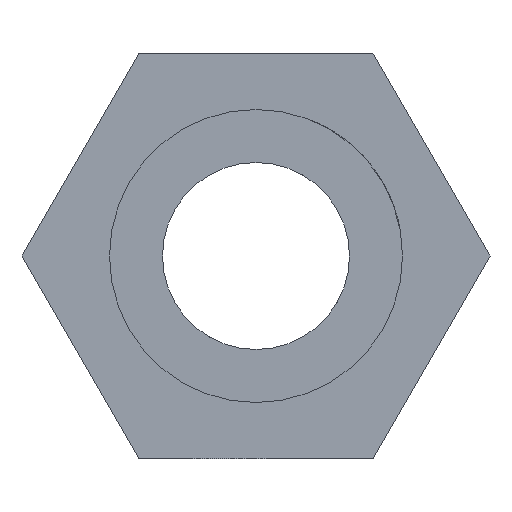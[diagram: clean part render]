
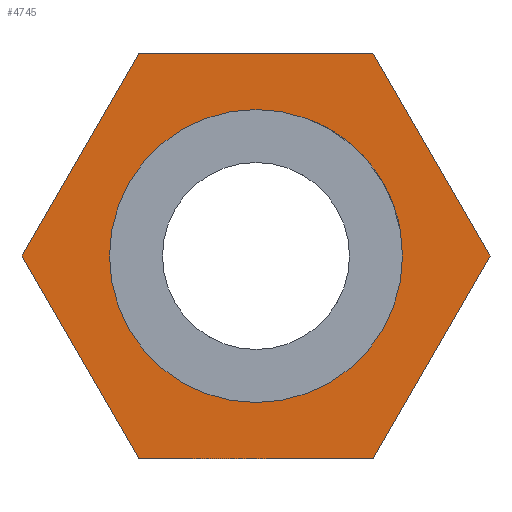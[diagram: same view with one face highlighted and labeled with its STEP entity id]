
A CAD part, left-side view. The second image highlights one B-rep face of the part: STEP entity #4745.
In plain terms, the highlighted planar face has unit normal (-1, 0, 0).
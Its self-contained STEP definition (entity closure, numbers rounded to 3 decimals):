
#21 = DIRECTION ( 'NONE',  ( 0., -0.5, -0.866 ) ) ;
#44 = DIRECTION ( 'NONE',  ( 0., -0.5, 0.866 ) ) ;
#100 = DIRECTION ( 'NONE',  ( 0., 0., 1. ) ) ;
#136 = ORIENTED_EDGE ( 'NONE', *, *, #3664, .F. ) ;
#173 = CARTESIAN_POINT ( 'NONE',  ( 13., 3.753, -6.5 ) ) ;
#227 = EDGE_CURVE ( 'NONE', #2542, #1761, #1442, .T. ) ;
#408 = VECTOR ( 'NONE', #44, 1000. ) ;
#582 = CARTESIAN_POINT ( 'NONE',  ( 13., 0., 0. ) ) ;
#641 = LINE ( 'NONE', #2286, #2052 ) ;
#772 = VERTEX_POINT ( 'NONE', #2823 ) ;
#808 = DIRECTION ( 'NONE',  ( 0., 1., 0. ) ) ;
#867 = CARTESIAN_POINT ( 'NONE',  ( 13., 0., -4.7 ) ) ;
#911 = EDGE_LOOP ( 'NONE', ( #3041, #136, #2590, #981, #1643, #1080 ) ) ;
#921 = CARTESIAN_POINT ( 'NONE',  ( 13., 0., 4.7 ) ) ;
#981 = ORIENTED_EDGE ( 'NONE', *, *, #4149, .F. ) ;
#1001 = DIRECTION ( 'NONE',  ( 0., -1., 0. ) ) ;
#1013 = ORIENTED_EDGE ( 'NONE', *, *, #2970, .F. ) ;
#1080 = ORIENTED_EDGE ( 'NONE', *, *, #4552, .F. ) ;
#1137 = PLANE ( 'NONE',  #4606 ) ;
#1442 = LINE ( 'NONE', #2657, #3120 ) ;
#1643 = ORIENTED_EDGE ( 'NONE', *, *, #2698, .F. ) ;
#1668 = CARTESIAN_POINT ( 'NONE',  ( 13., -3.753, 6.5 ) ) ;
#1761 = VERTEX_POINT ( 'NONE', #3680 ) ;
#1823 = DIRECTION ( 'NONE',  ( -1., 0., 0. ) ) ;
#1882 = EDGE_CURVE ( 'NONE', #4065, #3022, #2513, .T. ) ;
#2043 = CARTESIAN_POINT ( 'NONE',  ( 13., -3.753, -6.5 ) ) ;
#2052 = VECTOR ( 'NONE', #4791, 1000. ) ;
#2086 = VECTOR ( 'NONE', #1001, 1000. ) ;
#2258 = DIRECTION ( 'NONE',  ( 0., 0.5, 0.866 ) ) ;
#2286 = CARTESIAN_POINT ( 'NONE',  ( 13., -7.506, 0. ) ) ;
#2450 = CARTESIAN_POINT ( 'NONE',  ( 13., 0., 0. ) ) ;
#2513 = CIRCLE ( 'NONE', #3636, 4.7 ) ;
#2542 = VERTEX_POINT ( 'NONE', #173 ) ;
#2570 = VERTEX_POINT ( 'NONE', #3934 ) ;
#2590 = ORIENTED_EDGE ( 'NONE', *, *, #3881, .F. ) ;
#2657 = CARTESIAN_POINT ( 'NONE',  ( 13., 3.753, -6.5 ) ) ;
#2698 = EDGE_CURVE ( 'NONE', #772, #2570, #3462, .T. ) ;
#2823 = CARTESIAN_POINT ( 'NONE',  ( 13., 3.753, 6.5 ) ) ;
#2970 = EDGE_CURVE ( 'NONE', #3022, #4065, #4261, .T. ) ;
#3022 = VERTEX_POINT ( 'NONE', #867 ) ;
#3041 = ORIENTED_EDGE ( 'NONE', *, *, #227, .F. ) ;
#3118 = AXIS2_PLACEMENT_3D ( 'NONE', #2450, #3727, #4058 ) ;
#3120 = VECTOR ( 'NONE', #2258, 1000. ) ;
#3354 = EDGE_LOOP ( 'NONE', ( #5092, #1013 ) ) ;
#3374 = LINE ( 'NONE', #1668, #3782 ) ;
#3458 = CARTESIAN_POINT ( 'NONE',  ( 13., -7.506, 0. ) ) ;
#3462 = LINE ( 'NONE', #4719, #2086 ) ;
#3636 = AXIS2_PLACEMENT_3D ( 'NONE', #582, #1823, #100 ) ;
#3653 = DIRECTION ( 'NONE',  ( 1., 0., 0. ) ) ;
#3664 = EDGE_CURVE ( 'NONE', #4741, #2542, #4024, .T. ) ;
#3680 = CARTESIAN_POINT ( 'NONE',  ( 13., 7.506, 0. ) ) ;
#3727 = DIRECTION ( 'NONE',  ( -1., 0., 0. ) ) ;
#3748 = LINE ( 'NONE', #4630, #408 ) ;
#3782 = VECTOR ( 'NONE', #21, 1000. ) ;
#3790 = VERTEX_POINT ( 'NONE', #3458 ) ;
#3881 = EDGE_CURVE ( 'NONE', #3790, #4741, #641, .T. ) ;
#3934 = CARTESIAN_POINT ( 'NONE',  ( 13., -3.753, 6.5 ) ) ;
#4014 = CARTESIAN_POINT ( 'NONE',  ( 13., -3.753, -6.5 ) ) ;
#4024 = LINE ( 'NONE', #2043, #4907 ) ;
#4058 = DIRECTION ( 'NONE',  ( 0., 0., 1. ) ) ;
#4065 = VERTEX_POINT ( 'NONE', #921 ) ;
#4066 = FACE_BOUND ( 'NONE', #3354, .T. ) ;
#4149 = EDGE_CURVE ( 'NONE', #2570, #3790, #3374, .T. ) ;
#4261 = CIRCLE ( 'NONE', #3118, 4.7 ) ;
#4426 = DIRECTION ( 'NONE',  ( 0., 0., -1. ) ) ;
#4552 = EDGE_CURVE ( 'NONE', #1761, #772, #3748, .T. ) ;
#4606 = AXIS2_PLACEMENT_3D ( 'NONE', #4905, #3653, #4426 ) ;
#4630 = CARTESIAN_POINT ( 'NONE',  ( 13., 7.506, 0. ) ) ;
#4719 = CARTESIAN_POINT ( 'NONE',  ( 13., 3.753, 6.5 ) ) ;
#4741 = VERTEX_POINT ( 'NONE', #4014 ) ;
#4745 = ADVANCED_FACE ( 'NONE', ( #4066, #4878 ), #1137, .F. ) ;
#4791 = DIRECTION ( 'NONE',  ( 0., 0.5, -0.866 ) ) ;
#4878 = FACE_OUTER_BOUND ( 'NONE', #911, .T. ) ;
#4905 = CARTESIAN_POINT ( 'NONE',  ( 13., 0., 0. ) ) ;
#4907 = VECTOR ( 'NONE', #808, 1000. ) ;
#5092 = ORIENTED_EDGE ( 'NONE', *, *, #1882, .F. ) ;
